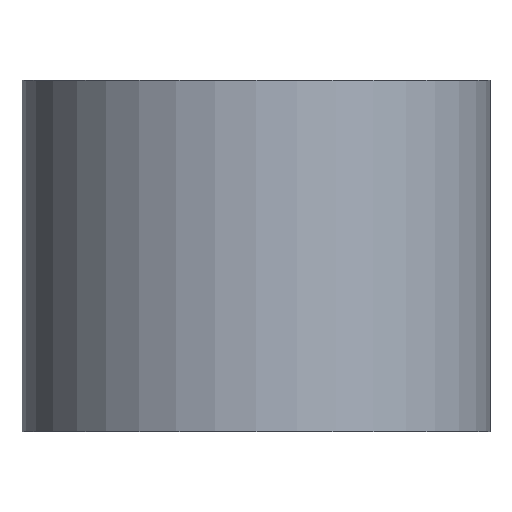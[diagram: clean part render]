
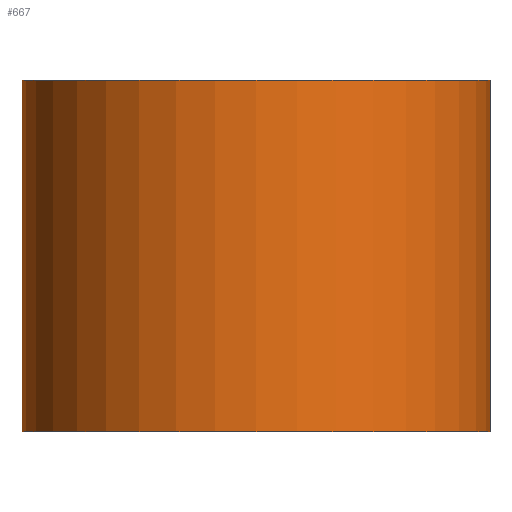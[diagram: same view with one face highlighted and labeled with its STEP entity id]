
A CAD part, front view. The second image highlights one B-rep face of the part: STEP entity #667.
In plain terms, the highlighted cylindrical face has radius 12.696 mm (diameter 25.392 mm), a partial arc.
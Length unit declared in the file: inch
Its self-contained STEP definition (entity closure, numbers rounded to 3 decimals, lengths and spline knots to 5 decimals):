
#1 = LINE ( 'NONE', #425, #496 ) ;
#53 = CIRCLE ( 'NONE', #631, 0.49985 ) ;
#60 = CARTESIAN_POINT ( 'NONE',  ( -0.49985, 0., 0.75 ) ) ;
#135 = EDGE_LOOP ( 'NONE', ( #276, #346, #358, #545 ) ) ;
#136 = LINE ( 'NONE', #440, #640 ) ;
#176 = DIRECTION ( 'NONE',  ( 1., 0., 0. ) ) ;
#178 = DIRECTION ( 'NONE',  ( 0., 0., 1. ) ) ;
#179 = CARTESIAN_POINT ( 'NONE',  ( 0., 0., 0.75 ) ) ;
#276 = ORIENTED_EDGE ( 'NONE', *, *, #602, .F. ) ;
#280 = DIRECTION ( 'NONE',  ( 0., 0., -1. ) ) ;
#281 = VERTEX_POINT ( 'NONE', #593 ) ;
#292 = CARTESIAN_POINT ( 'NONE',  ( 0., 0., 0.75 ) ) ;
#299 = DIRECTION ( 'NONE',  ( -1., 0., 0. ) ) ;
#312 = VERTEX_POINT ( 'NONE', #329 ) ;
#329 = CARTESIAN_POINT ( 'NONE',  ( -0.49985, 0., 0. ) ) ;
#346 = ORIENTED_EDGE ( 'NONE', *, *, #715, .F. ) ;
#351 = DIRECTION ( 'NONE',  ( 1., 0., 0. ) ) ;
#353 = DIRECTION ( 'NONE',  ( 0., 0., 1. ) ) ;
#358 = ORIENTED_EDGE ( 'NONE', *, *, #611, .T. ) ;
#360 = CARTESIAN_POINT ( 'NONE',  ( 0., 0., 0. ) ) ;
#425 = CARTESIAN_POINT ( 'NONE',  ( -0.49985, 0., 0.75 ) ) ;
#428 = DIRECTION ( 'NONE',  ( 0., 0., -1. ) ) ;
#438 = DIRECTION ( 'NONE',  ( 0., 0., -1. ) ) ;
#440 = CARTESIAN_POINT ( 'NONE',  ( 0.49985, 0., 0.75 ) ) ;
#448 = VERTEX_POINT ( 'NONE', #703 ) ;
#496 = VECTOR ( 'NONE', #428, 39.37008 ) ;
#545 = ORIENTED_EDGE ( 'NONE', *, *, #616, .T. ) ;
#561 = AXIS2_PLACEMENT_3D ( 'NONE', #179, #178, #176 ) ;
#581 = AXIS2_PLACEMENT_3D ( 'NONE', #292, #280, #299 ) ;
#593 = CARTESIAN_POINT ( 'NONE',  ( 0.49985, 0., 0.75 ) ) ;
#602 = EDGE_CURVE ( 'NONE', #281, #448, #136, .T. ) ;
#611 = EDGE_CURVE ( 'NONE', #835, #312, #1, .T. ) ;
#616 = EDGE_CURVE ( 'NONE', #312, #448, #53, .T. ) ;
#619 = CIRCLE ( 'NONE', #561, 0.49985 ) ;
#631 = AXIS2_PLACEMENT_3D ( 'NONE', #360, #353, #351 ) ;
#640 = VECTOR ( 'NONE', #438, 39.37008 ) ;
#649 = CYLINDRICAL_SURFACE ( 'NONE', #581, 0.49985 ) ;
#650 = FACE_OUTER_BOUND ( 'NONE', #135, .T. ) ;
#667 = ADVANCED_FACE ( 'NONE', ( #650 ), #649, .T. ) ;
#703 = CARTESIAN_POINT ( 'NONE',  ( 0.49985, 0., 0. ) ) ;
#715 = EDGE_CURVE ( 'NONE', #835, #281, #619, .T. ) ;
#835 = VERTEX_POINT ( 'NONE', #60 ) ;
